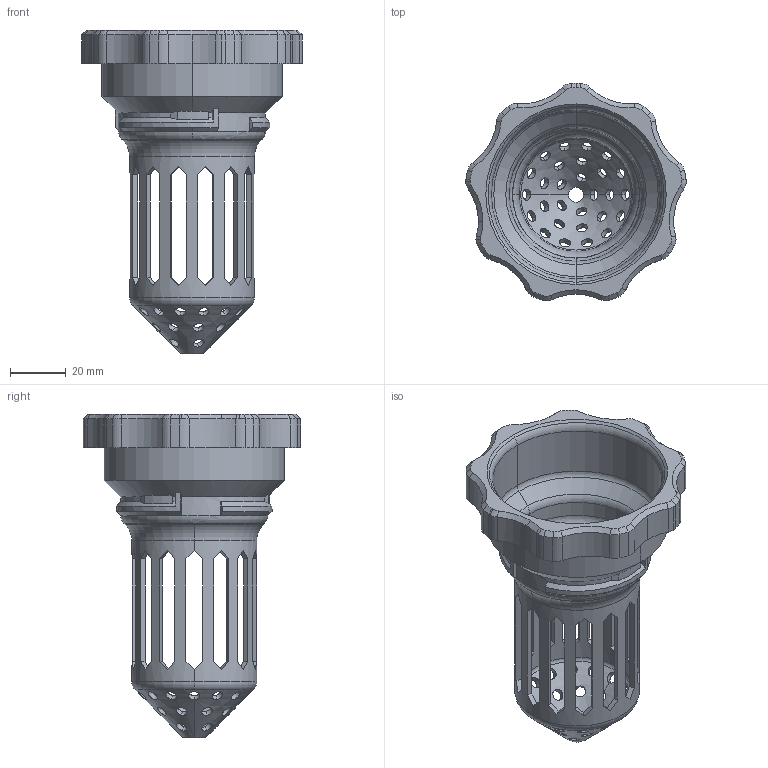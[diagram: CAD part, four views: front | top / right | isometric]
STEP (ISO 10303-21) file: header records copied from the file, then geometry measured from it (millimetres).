
FILE_DESCRIPTION (( 'STEP AP203' ), '1' );
FILE_NAME ('Jiffy-7_41_Pot.STEP', '2020-11-29T12:43:02', ( '' ), ( '' ), '', '', '' );
FILE_SCHEMA (( 'CONFIG_CONTROL_DESIGN' ));
Length unit declared in the file: millimetre
Products named in the file (1): Jiffy-7_41_Pot
Bounding box: 79.38 x 78.36 x 116.38 mm (x, y, z)
Volume: 36712.4 mm3; surface area: 38466.8 mm2
Topology: 1 solids, 1 shells, 399 faces, 1085 edges, 676 vertices
Faces by surface type: cylinder 160, plane 113, cone 64, torus 62
Entity records: 15853 total; most frequent: CARTESIAN_POINT 5807, ORIENTED_EDGE 2170, DIRECTION 2072, EDGE_CURVE 1085, AXIS2_PLACEMENT_3D 827, VERTEX_POINT 676, EDGE_LOOP 473, CIRCLE 427
